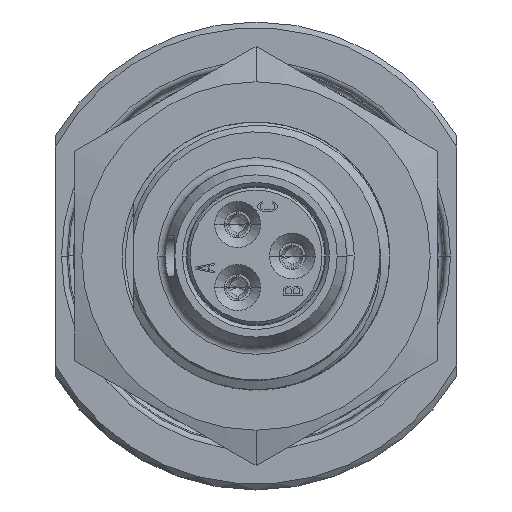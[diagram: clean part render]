
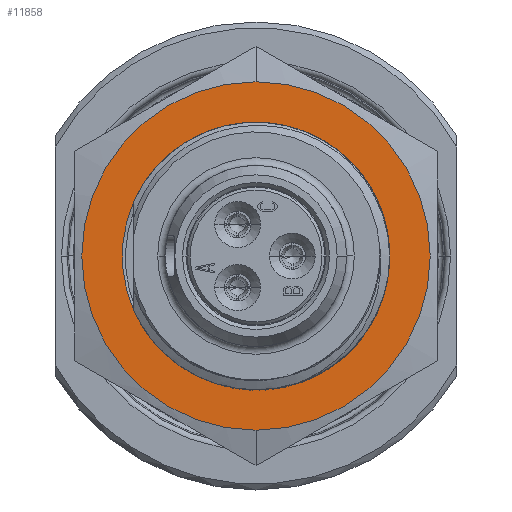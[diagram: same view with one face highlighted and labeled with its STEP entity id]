
A CAD part, left-side view. The second image highlights one B-rep face of the part: STEP entity #11858.
In plain terms, the highlighted planar face has unit normal (-1, 0, 0).
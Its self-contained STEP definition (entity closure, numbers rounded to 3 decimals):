
#1293=CARTESIAN_POINT('',(14.4,0.,0.));
#1294=DIRECTION('',(1.,0.,0.));
#1295=DIRECTION('',(0.,0.914,-0.405));
#1296=AXIS2_PLACEMENT_3D('',#1293,#1294,#1295);
#1327=CARTESIAN_POINT('',(14.4,0.,0.));
#1328=DIRECTION('',(1.,0.,0.));
#1329=DIRECTION('',(0.,-0.07,-0.998));
#1330=AXIS2_PLACEMENT_3D('',#1327,#1328,#1329);
#1332=CARTESIAN_POINT('',(14.4,0.,0.));
#1333=DIRECTION('',(-1.,0.,0.));
#1334=DIRECTION('',(0.,0.,1.));
#1335=AXIS2_PLACEMENT_3D('',#1332,#1333,#1334);
#1337=CARTESIAN_POINT('',(14.4,0.,0.));
#1338=DIRECTION('',(-1.,0.,0.));
#1339=DIRECTION('',(0.,0.,-1.));
#1340=AXIS2_PLACEMENT_3D('',#1337,#1338,#1339);
#1342=CARTESIAN_POINT('',(14.4,-6.706,-2.009));
#1343=CARTESIAN_POINT('',(14.4,-6.648,-2.214));
#1344=CARTESIAN_POINT('',(14.4,-6.514,-2.619));
#1345=CARTESIAN_POINT('',(14.4,-6.251,-3.215));
#1346=CARTESIAN_POINT('',(14.4,-5.93,-3.786));
#1347=CARTESIAN_POINT('',(14.4,-5.554,-4.326));
#1348=CARTESIAN_POINT('',(14.4,-5.127,-4.828));
#1349=CARTESIAN_POINT('',(14.4,-4.654,-5.288));
#1350=CARTESIAN_POINT('',(14.4,-4.138,-5.7));
#1351=CARTESIAN_POINT('',(14.4,-3.585,-6.061));
#1352=CARTESIAN_POINT('',(14.4,-3.002,-6.368));
#1353=CARTESIAN_POINT('',(14.4,-2.393,-6.616));
#1354=CARTESIAN_POINT('',(14.4,-1.765,-6.804));
#1355=CARTESIAN_POINT('',(14.4,-1.126,-6.93));
#1356=CARTESIAN_POINT('',(14.4,-0.701,-6.972));
#1357=CARTESIAN_POINT('',(14.4,-0.489,-6.983));
#2269=CARTESIAN_POINT('',(14.4,0.,0.));
#2270=DIRECTION('',(1.,0.,0.));
#2271=DIRECTION('',(0.,0.809,-0.588));
#2272=AXIS2_PLACEMENT_3D('',#2269,#2270,#2271);
#6991=CARTESIAN_POINT('',(14.4,0.,0.));
#6992=DIRECTION('',(1.,0.,0.));
#6993=DIRECTION('',(0.,0.809,0.588));
#6994=AXIS2_PLACEMENT_3D('',#6991,#6992,#6993);
#7198=CARTESIAN_POINT('',(14.4,0.,0.));
#7199=DIRECTION('',(1.,0.,0.));
#7200=DIRECTION('',(0.,0.914,0.405));
#7201=AXIS2_PLACEMENT_3D('',#7198,#7199,#7200);
#9657=CARTESIAN_POINT('',(14.4,0.,9.12));
#9659=VERTEX_POINT('',#9657);
#9661=CARTESIAN_POINT('',(14.4,0.,-9.12));
#9663=VERTEX_POINT('',#9661);
#9671=VERTEX_POINT('',#1342);
#9672=VERTEX_POINT('',#1357);
#9676=CARTESIAN_POINT('',(14.4,6.4,2.835));
#9677=CARTESIAN_POINT('',(14.4,5.663,4.115));
#9678=VERTEX_POINT('',#9676);
#9679=VERTEX_POINT('',#9677);
#9680=CARTESIAN_POINT('',(14.4,5.663,-4.114));
#9681=CARTESIAN_POINT('',(14.4,6.4,-2.835));
#9682=VERTEX_POINT('',#9680);
#9683=VERTEX_POINT('',#9681);
#11835=CARTESIAN_POINT('',(14.4,0.,0.));
#11836=DIRECTION('',(1.,0.,0.));
#11837=DIRECTION('',(0.,1.,0.));
#11838=AXIS2_PLACEMENT_3D('',#11835,#11836,#11837);
#11839=PLANE('338',#11838);
#11841=ORIENTED_EDGE('1169',*,*,#11840,.F.);
#11843=ORIENTED_EDGE('1170',*,*,#11842,.F.);
#11844=EDGE_LOOP('338',(#11841,#11843));
#11845=FACE_OUTER_BOUND('338',#11844,.F.);
#11846=ORIENTED_EDGE('1268',*,*,#11823,.F.);
#11848=ORIENTED_EDGE('1194',*,*,#11847,.F.);
#11849=ORIENTED_EDGE('1267',*,*,#11830,.F.);
#11851=ORIENTED_EDGE('1185',*,*,#11850,.F.);
#11853=ORIENTED_EDGE('1279',*,*,#11852,.F.);
#11855=ORIENTED_EDGE('1193',*,*,#11854,.F.);
#11856=EDGE_LOOP('338',(#11846,#11848,#11849,#11851,#11853,#11855));
#11857=FACE_BOUND('338',#11856,.F.);
#1297=CIRCLE('1268',#1296,7.);
#1331=CIRCLE('1267',#1330,7.);
#1336=CIRCLE('1169',#1335,9.12);
#1341=CIRCLE('1170',#1340,9.12);
#1358=B_SPLINE_CURVE_WITH_KNOTS('1185',3,(#1342,#1343,#1344,#1345,#1346,#1347,
#1348,#1349,#1350,#1351,#1352,#1353,#1354,#1355,#1356,#1357),.UNSPECIFIED.,.F.,
.F.,(4,1,1,1,1,1,1,1,1,1,1,1,1,4),(0.,0.077,0.154,
0.231,0.308,0.385,0.462,
0.538,0.615,0.692,0.769,
0.846,0.923,1.),.UNSPECIFIED.);
#2273=CIRCLE('1194',#2272,7.);
#6995=CIRCLE('1279',#6994,7.);
#7202=CIRCLE('1193',#7201,7.);
#11823=EDGE_CURVE('1268',#9683,#9678,#1297,.T.);
#11830=EDGE_CURVE('1267',#9672,#9682,#1331,.T.);
#11840=EDGE_CURVE('1169',#9659,#9663,#1336,.T.);
#11842=EDGE_CURVE('1170',#9663,#9659,#1341,.T.);
#11847=EDGE_CURVE('1194',#9682,#9683,#2273,.T.);
#11850=EDGE_CURVE('1185',#9671,#9672,#1358,.T.);
#11852=EDGE_CURVE('1279',#9679,#9671,#6995,.T.);
#11854=EDGE_CURVE('1193',#9678,#9679,#7202,.T.);
#11858=ADVANCED_FACE('338',(#11845,#11857),#11839,.F.);
